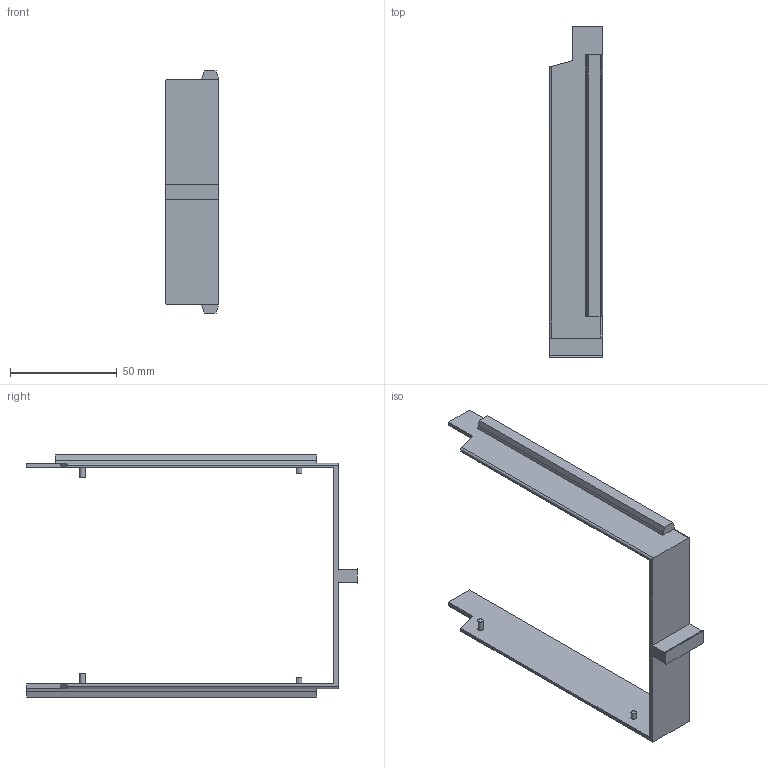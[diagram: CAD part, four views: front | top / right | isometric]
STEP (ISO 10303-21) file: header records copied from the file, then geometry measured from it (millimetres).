
FILE_DESCRIPTION(/* description */ (''),/* implementation_level */ '2;1');
FILE_NAME(/* name */ 'drive caddy v1.0.step',/* time_stamp */ '2025-04-15T19:48:04+02:00',/* author */ (''),/* organization */ (''),/* preprocessor_version */ 'ST-DEVELOPER v20.1',/* originating_system */ 'Autodesk Translation Framework v14.4.0.0',/* authorisation */ '');
FILE_SCHEMA (('AUTOMOTIVE_DESIGN { 1 0 10303 214 3 1 1 }'));
Length unit declared in the file: millimetre
Products named in the file (1): 10 in Rack 8 Disk bay
Bounding box: 25 x 155.09 x 113.6 mm (x, y, z)
Volume: 27340.2 mm3; surface area: 22822.4 mm2
Topology: 1 solids, 1 shells, 45 faces, 117 edges, 78 vertices
Faces by surface type: plane 31, cylinder 14
Full cylindrical faces by diameter (mm): 2.5 x2, 2.6 x2
Entity records: 1415 total; most frequent: CARTESIAN_POINT 241, DIRECTION 240, ORIENTED_EDGE 234, EDGE_CURVE 117, LINE 86, VECTOR 86, VERTEX_POINT 78, AXIS2_PLACEMENT_3D 77
